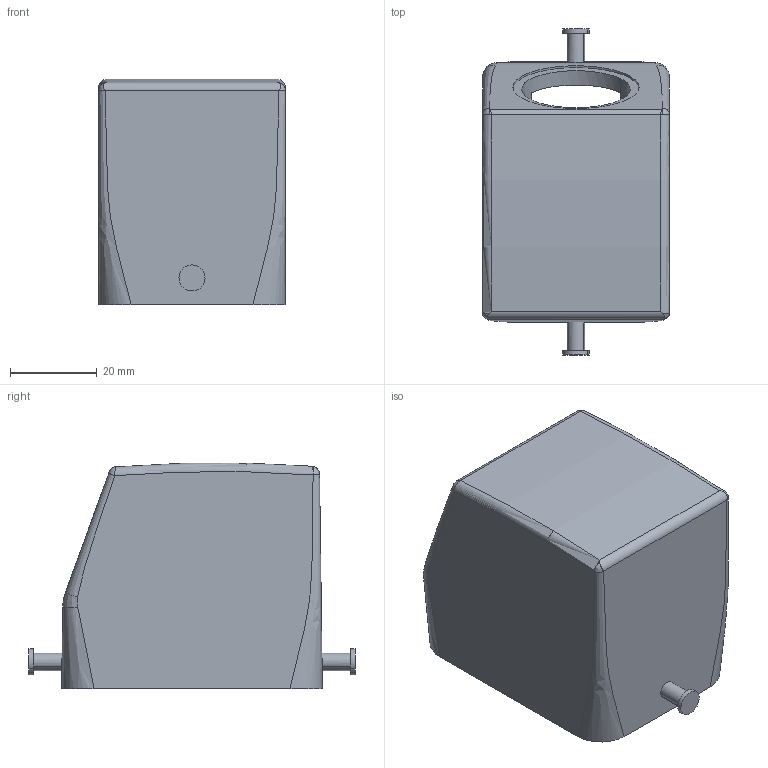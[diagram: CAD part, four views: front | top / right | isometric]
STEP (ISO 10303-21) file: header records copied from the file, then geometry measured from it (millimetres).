
FILE_DESCRIPTION(('CATIA V5 STEP Exchange','CAx-IF Rec.Pracs.--- Model Styling and Organization---1.4--- 2014-01-23'),'2;1');
FILE_NAME ('13352267_2', '2019-07-25T14:29:38+00:00', ('none'), ('Weidmueller'), 'CATIA Version 5-6 Release 2016 SP3 HF44', 'CATIA V5 STEP AP214', 'none');
FILE_SCHEMA(('AUTOMOTIVE_DESIGN { 1 0 10303 214 1 1 1 1 }'));
Length unit declared in the file: millimetre
Products named in the file (1): 1788090000
Bounding box: 43 x 75 x 51.93 mm (x, y, z)
Volume: 42923.9 mm3; surface area: 22209.8 mm2
Topology: 1 solids, 1 shells, 82 faces, 203 edges, 130 vertices
Faces by surface type: plane 33, cylinder 33, bspline 14, torus 2
Entity records: 4517 total; most frequent: CARTESIAN_POINT 2789, ORIENTED_EDGE 402, DIRECTION 242, EDGE_CURVE 201, VERTEX_POINT 130, AXIS2_PLACEMENT_3D 103, EDGE_LOOP 93, VECTOR 87
